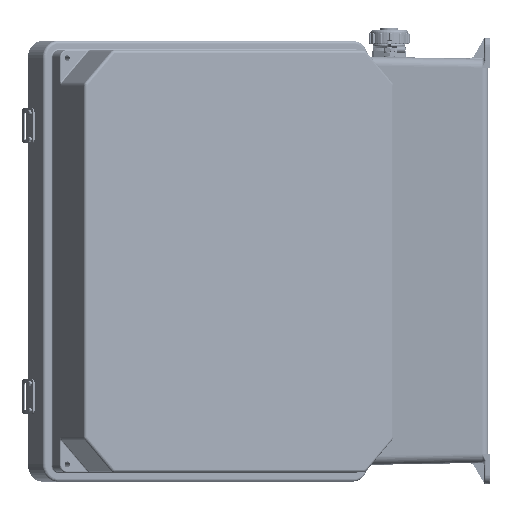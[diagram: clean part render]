
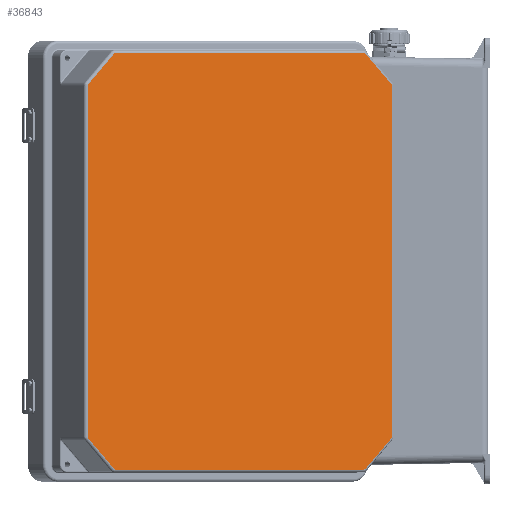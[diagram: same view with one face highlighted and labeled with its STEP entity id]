
A CAD part, left-side view. The second image highlights one B-rep face of the part: STEP entity #36843.
In plain terms, the highlighted face is planar.
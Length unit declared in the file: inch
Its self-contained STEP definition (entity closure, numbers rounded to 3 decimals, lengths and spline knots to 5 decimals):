
#412 = LINE ( 'NONE', #90814, #43419 ) ;
#1214 = ORIENTED_EDGE ( 'NONE', *, *, #10665, .F. ) ;
#1524 = EDGE_CURVE ( 'NONE', #29737, #7131, #52257, .T. ) ;
#2016 = CARTESIAN_POINT ( 'NONE',  ( -6.21316, 3.24803, -13.81078 ) ) ;
#3151 = VERTEX_POINT ( 'NONE', #12536 ) ;
#3401 = ORIENTED_EDGE ( 'NONE', *, *, #83805, .F. ) ;
#3892 = DIRECTION ( 'NONE',  ( 0., 0., -1. ) ) ;
#4032 = PLANE ( 'NONE',  #67943 ) ;
#4238 = CARTESIAN_POINT ( 'NONE',  ( -5.09763, 3.24803, -0.5 ) ) ;
#4513 = DIRECTION ( 'NONE',  ( 0., 0., 1. ) ) ;
#4514 = VERTEX_POINT ( 'NONE', #42202 ) ;
#5605 = LINE ( 'NONE', #97074, #91622 ) ;
#5716 = EDGE_CURVE ( 'NONE', #24030, #66718, #85145, .T. ) ;
#7131 = VERTEX_POINT ( 'NONE', #38820 ) ;
#7443 = ORIENTED_EDGE ( 'NONE', *, *, #30653, .T. ) ;
#7568 = CIRCLE ( 'NONE', #80513, 0.07874 ) ;
#7939 = CARTESIAN_POINT ( 'NONE',  ( -6.15748, 3.24803, -13.75511 ) ) ;
#8098 = CARTESIAN_POINT ( 'NONE',  ( 6.23622, 3.24803, -1.55985 ) ) ;
#8429 = DIRECTION ( 'NONE',  ( 0., 1., 0. ) ) ;
#8481 = CARTESIAN_POINT ( 'NONE',  ( -6.23622, 3.24803, -13.75511 ) ) ;
#10047 = ORIENTED_EDGE ( 'NONE', *, *, #61889, .F. ) ;
#10065 = VECTOR ( 'NONE', #41348, 39.37008 ) ;
#10457 = DIRECTION ( 'NONE',  ( 0., 1., 0. ) ) ;
#10547 = CARTESIAN_POINT ( 'NONE',  ( 6.23622, 3.24803, -7.65748 ) ) ;
#10582 = CARTESIAN_POINT ( 'NONE',  ( -6.21316, 3.24803, -13.81078 ) ) ;
#10665 = EDGE_CURVE ( 'NONE', #51806, #60160, #83413, .T. ) ;
#11487 = FACE_OUTER_BOUND ( 'NONE', #87182, .T. ) ;
#12536 = CARTESIAN_POINT ( 'NONE',  ( 6.21316, 3.24803, -1.50418 ) ) ;
#12603 = EDGE_CURVE ( 'NONE', #3151, #84485, #94294, .T. ) ;
#13218 = DIRECTION ( 'NONE',  ( 0., -1., 0. ) ) ;
#14024 = CARTESIAN_POINT ( 'NONE',  ( -6.23622, 3.24803, -1.55985 ) ) ;
#14280 = CARTESIAN_POINT ( 'NONE',  ( 6.15748, 3.24803, -13.75511 ) ) ;
#16473 = CIRCLE ( 'NONE', #18015, 0.07874 ) ;
#16657 = DIRECTION ( 'NONE',  ( 1., 0., 0. ) ) ;
#16947 = DIRECTION ( 'NONE',  ( 0., 0., -1. ) ) ;
#17703 = DIRECTION ( 'NONE',  ( 0.707, 0., 0.707 ) ) ;
#18015 = AXIS2_PLACEMENT_3D ( 'NONE', #21430, #59191, #22896 ) ;
#18341 = DIRECTION ( 'NONE',  ( -0.707, 0., -0.707 ) ) ;
#19313 = CARTESIAN_POINT ( 'NONE',  ( -6.21316, 3.24803, -1.50418 ) ) ;
#19666 = DIRECTION ( 'NONE',  ( 0., 0., 1. ) ) ;
#19927 = AXIS2_PLACEMENT_3D ( 'NONE', #21656, #13218, #43508 ) ;
#20254 = DIRECTION ( 'NONE',  ( 0., -1., 0. ) ) ;
#21430 = CARTESIAN_POINT ( 'NONE',  ( 5.09763, 3.24803, -0.5 ) ) ;
#21656 = CARTESIAN_POINT ( 'NONE',  ( -6.15748, 3.24803, -1.55985 ) ) ;
#22896 = DIRECTION ( 'NONE',  ( 0., 0., 1. ) ) ;
#24030 = VERTEX_POINT ( 'NONE', #90111 ) ;
#24091 = CARTESIAN_POINT ( 'NONE',  ( 5.09763, 3.24803, -0.42126 ) ) ;
#26224 = CARTESIAN_POINT ( 'NONE',  ( -5.09763, 3.24803, -0.42126 ) ) ;
#26868 = DIRECTION ( 'NONE',  ( 0., 1., 0. ) ) ;
#27266 = EDGE_CURVE ( 'NONE', #53343, #4514, #49657, .T. ) ;
#29737 = VERTEX_POINT ( 'NONE', #26224 ) ;
#30434 = VERTEX_POINT ( 'NONE', #56144 ) ;
#30653 = EDGE_CURVE ( 'NONE', #66718, #38082, #7568, .T. ) ;
#30928 = EDGE_CURVE ( 'NONE', #71651, #30434, #86926, .T. ) ;
#32147 = DIRECTION ( 'NONE',  ( 1., 0., 0. ) ) ;
#34452 = VECTOR ( 'NONE', #74151, 39.37008 ) ;
#35271 = ORIENTED_EDGE ( 'NONE', *, *, #12603, .T. ) ;
#36843 = ADVANCED_FACE ( 'NONE', ( #11487 ), #4032, .T. ) ;
#36902 = VECTOR ( 'NONE', #17703, 39.37008 ) ;
#36911 = ORIENTED_EDGE ( 'NONE', *, *, #5716, .T. ) ;
#37112 = DIRECTION ( 'NONE',  ( 0., -1., 0. ) ) ;
#37607 = VECTOR ( 'NONE', #18341, 39.37008 ) ;
#37997 = CARTESIAN_POINT ( 'NONE',  ( 5.09763, 3.24803, -0.42126 ) ) ;
#38082 = VERTEX_POINT ( 'NONE', #8481 ) ;
#38820 = CARTESIAN_POINT ( 'NONE',  ( -5.1533, 3.24803, -0.44432 ) ) ;
#41348 = DIRECTION ( 'NONE',  ( -0.707, 0., 0.707 ) ) ;
#41956 = ORIENTED_EDGE ( 'NONE', *, *, #30928, .F. ) ;
#42202 = CARTESIAN_POINT ( 'NONE',  ( 6.23622, 3.24803, -13.75511 ) ) ;
#42974 = CARTESIAN_POINT ( 'NONE',  ( 6.15748, 3.24803, -1.55985 ) ) ;
#43286 = EDGE_CURVE ( 'NONE', #63638, #24030, #55829, .T. ) ;
#43419 = VECTOR ( 'NONE', #32147, 39.37008 ) ;
#43508 = DIRECTION ( 'NONE',  ( 0., 0., 1. ) ) ;
#44172 = DIRECTION ( 'NONE',  ( 0., 0., -1. ) ) ;
#44687 = AXIS2_PLACEMENT_3D ( 'NONE', #14280, #37112, #82828 ) ;
#45402 = EDGE_CURVE ( 'NONE', #30434, #53343, #62915, .T. ) ;
#48810 = CARTESIAN_POINT ( 'NONE',  ( -6.21316, 3.24803, -1.50418 ) ) ;
#49421 = EDGE_CURVE ( 'NONE', #7131, #51806, #93903, .T. ) ;
#49657 = CIRCLE ( 'NONE', #44687, 0.07874 ) ;
#50381 = DIRECTION ( 'NONE',  ( 0., 0., 1. ) ) ;
#51375 = AXIS2_PLACEMENT_3D ( 'NONE', #42974, #87743, #19666 ) ;
#51806 = VERTEX_POINT ( 'NONE', #48810 ) ;
#52257 = CIRCLE ( 'NONE', #85637, 0.07874 ) ;
#53343 = VERTEX_POINT ( 'NONE', #70609 ) ;
#54405 = VERTEX_POINT ( 'NONE', #37997 ) ;
#54571 = ORIENTED_EDGE ( 'NONE', *, *, #27266, .F. ) ;
#55243 = AXIS2_PLACEMENT_3D ( 'NONE', #88342, #20254, #3892 ) ;
#55829 = CIRCLE ( 'NONE', #71652, 0.07874 ) ;
#56144 = CARTESIAN_POINT ( 'NONE',  ( 5.1533, 3.24803, -14.87064 ) ) ;
#57405 = EDGE_CURVE ( 'NONE', #54405, #65487, #16473, .T. ) ;
#59191 = DIRECTION ( 'NONE',  ( 0., 1., 0. ) ) ;
#59444 = ORIENTED_EDGE ( 'NONE', *, *, #1524, .F. ) ;
#60160 = VERTEX_POINT ( 'NONE', #14024 ) ;
#60723 = CARTESIAN_POINT ( 'NONE',  ( -6.23622, 3.24803, -7.65748 ) ) ;
#61865 = ORIENTED_EDGE ( 'NONE', *, *, #43286, .T. ) ;
#61889 = EDGE_CURVE ( 'NONE', #60160, #38082, #81113, .T. ) ;
#62868 = VECTOR ( 'NONE', #16657, 39.37008 ) ;
#62915 = LINE ( 'NONE', #86776, #36902 ) ;
#63121 = CARTESIAN_POINT ( 'NONE',  ( -5.09763, 3.24803, -14.81496 ) ) ;
#63638 = VERTEX_POINT ( 'NONE', #93626 ) ;
#65487 = VERTEX_POINT ( 'NONE', #67074 ) ;
#66211 = DIRECTION ( 'NONE',  ( 0.707, 0., -0.707 ) ) ;
#66718 = VERTEX_POINT ( 'NONE', #2016 ) ;
#67074 = CARTESIAN_POINT ( 'NONE',  ( 5.1533, 3.24803, -0.44432 ) ) ;
#67943 = AXIS2_PLACEMENT_3D ( 'NONE', #94988, #26868, #4513 ) ;
#70609 = CARTESIAN_POINT ( 'NONE',  ( 6.21316, 3.24803, -13.81078 ) ) ;
#71651 = VERTEX_POINT ( 'NONE', #76403 ) ;
#71652 = AXIS2_PLACEMENT_3D ( 'NONE', #63121, #10457, #16947 ) ;
#72244 = ORIENTED_EDGE ( 'NONE', *, *, #77540, .T. ) ;
#74151 = DIRECTION ( 'NONE',  ( 0., 0., -1. ) ) ;
#74770 = ORIENTED_EDGE ( 'NONE', *, *, #49421, .F. ) ;
#76403 = CARTESIAN_POINT ( 'NONE',  ( 5.09763, 3.24803, -14.8937 ) ) ;
#76999 = ORIENTED_EDGE ( 'NONE', *, *, #57405, .T. ) ;
#77540 = EDGE_CURVE ( 'NONE', #65487, #3151, #5605, .T. ) ;
#79101 = DIRECTION ( 'NONE',  ( 0., 0., -1. ) ) ;
#79591 = LINE ( 'NONE', #10547, #90529 ) ;
#80513 = AXIS2_PLACEMENT_3D ( 'NONE', #7939, #8429, #44172 ) ;
#80589 = EDGE_CURVE ( 'NONE', #84485, #4514, #79591, .T. ) ;
#81113 = LINE ( 'NONE', #60723, #34452 ) ;
#81203 = DIRECTION ( 'NONE',  ( 0., -1., 0. ) ) ;
#82828 = DIRECTION ( 'NONE',  ( 0., 0., -1. ) ) ;
#83413 = CIRCLE ( 'NONE', #19927, 0.07874 ) ;
#83805 = EDGE_CURVE ( 'NONE', #63638, #71651, #412, .T. ) ;
#84485 = VERTEX_POINT ( 'NONE', #8098 ) ;
#84730 = ORIENTED_EDGE ( 'NONE', *, *, #93603, .T. ) ;
#85145 = LINE ( 'NONE', #10582, #10065 ) ;
#85637 = AXIS2_PLACEMENT_3D ( 'NONE', #4238, #81203, #50381 ) ;
#86776 = CARTESIAN_POINT ( 'NONE',  ( 6.21316, 3.24803, -13.81078 ) ) ;
#86926 = CIRCLE ( 'NONE', #55243, 0.07874 ) ;
#87182 = EDGE_LOOP ( 'NONE', ( #35271, #94509, #54571, #95663, #41956, #3401, #61865, #36911, #7443, #10047, #1214, #74770, #59444, #84730, #76999, #72244 ) ) ;
#87743 = DIRECTION ( 'NONE',  ( 0., 1., 0. ) ) ;
#88342 = CARTESIAN_POINT ( 'NONE',  ( 5.09763, 3.24803, -14.81496 ) ) ;
#90111 = CARTESIAN_POINT ( 'NONE',  ( -5.1533, 3.24803, -14.87064 ) ) ;
#90529 = VECTOR ( 'NONE', #79101, 39.37008 ) ;
#90814 = CARTESIAN_POINT ( 'NONE',  ( 5.09763, 3.24803, -14.8937 ) ) ;
#91622 = VECTOR ( 'NONE', #66211, 39.37008 ) ;
#92196 = LINE ( 'NONE', #24091, #62868 ) ;
#93603 = EDGE_CURVE ( 'NONE', #29737, #54405, #92196, .T. ) ;
#93626 = CARTESIAN_POINT ( 'NONE',  ( -5.09763, 3.24803, -14.8937 ) ) ;
#93903 = LINE ( 'NONE', #19313, #37607 ) ;
#94294 = CIRCLE ( 'NONE', #51375, 0.07874 ) ;
#94509 = ORIENTED_EDGE ( 'NONE', *, *, #80589, .T. ) ;
#94988 = CARTESIAN_POINT ( 'NONE',  ( 0., 3.24803, -0.32283 ) ) ;
#95663 = ORIENTED_EDGE ( 'NONE', *, *, #45402, .F. ) ;
#97074 = CARTESIAN_POINT ( 'NONE',  ( 6.21316, 3.24803, -1.50418 ) ) ;
